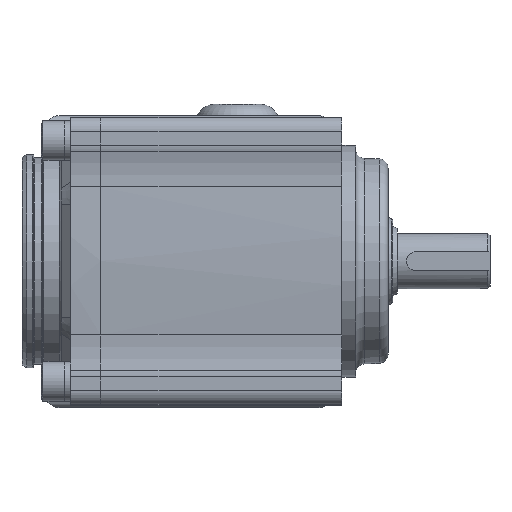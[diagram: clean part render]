
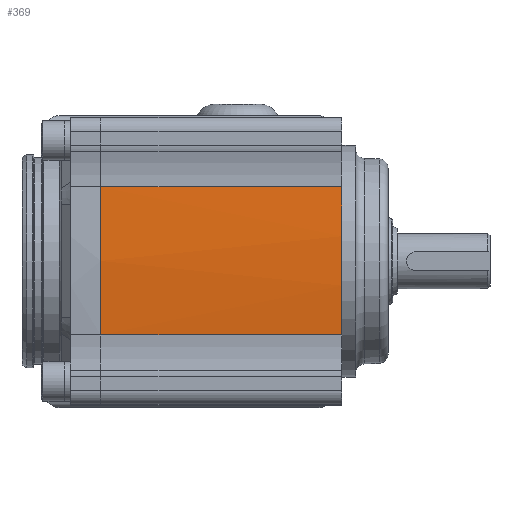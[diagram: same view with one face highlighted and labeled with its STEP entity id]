
A CAD part, top view. The second image highlights one B-rep face of the part: STEP entity #369.
In plain terms, the highlighted cylindrical face has radius 150 mm (diameter 300 mm), a partial arc.
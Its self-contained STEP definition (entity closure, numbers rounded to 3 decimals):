
#369 = ADVANCED_FACE( '', ( #1059 ), #1060, .T. );
#1059 = FACE_OUTER_BOUND( '', #2049, .T. );
#1060 = CYLINDRICAL_SURFACE( '', #2050, 150. );
#2049 = EDGE_LOOP( '', ( #3989, #3990, #3991, #3992 ) );
#2050 = AXIS2_PLACEMENT_3D( '', #3993, #3994, #3995 );
#3989 = ORIENTED_EDGE( '', *, *, #5668, .F. );
#3990 = ORIENTED_EDGE( '', *, *, #6080, .T. );
#3991 = ORIENTED_EDGE( '', *, *, #6075, .F. );
#3992 = ORIENTED_EDGE( '', *, *, #5907, .F. );
#3993 = CARTESIAN_POINT( '', ( -58.5, 0., -118.996 ) );
#3994 = DIRECTION( '', ( -1., 0., 0. ) );
#3995 = DIRECTION( '', ( 0., 0., -1. ) );
#5668 = EDGE_CURVE( '', #6634, #6635, #6636, .F. );
#5907 = EDGE_CURVE( '', #6635, #7057, #7058, .T. );
#6075 = EDGE_CURVE( '', #7057, #7324, #7325, .T. );
#6080 = EDGE_CURVE( '', #6634, #7324, #7332, .T. );
#6634 = VERTEX_POINT( '', #8408 );
#6635 = VERTEX_POINT( '', #8409 );
#6636 = B_SPLINE_CURVE_WITH_KNOTS( '', 3, ( #8410, #8411, #8412, #8413 ), .UNSPECIFIED., .F., .F., ( 4, 4 ), ( 0., 1. ), .UNSPECIFIED. );
#7057 = VERTEX_POINT( '', #9007 );
#7058 = LINE( '', #9008, #9009 );
#7324 = VERTEX_POINT( '', #9438 );
#7325 = CIRCLE( '', #9439, 150. );
#7332 = LINE( '', #9447, #9448 );
#8408 = CARTESIAN_POINT( '', ( -52., -15.98, 30.15 ) );
#8409 = CARTESIAN_POINT( '', ( -52., 15.98, 30.15 ) );
#8410 = CARTESIAN_POINT( '', ( -52., 15.98, 30.15 ) );
#8411 = CARTESIAN_POINT( '', ( -52., 5.367, 31.28 ) );
#8412 = CARTESIAN_POINT( '', ( -52., -5.367, 31.28 ) );
#8413 = CARTESIAN_POINT( '', ( -52., -15.98, 30.15 ) );
#9007 = CARTESIAN_POINT( '', ( 0., 15.98, 30.15 ) );
#9008 = CARTESIAN_POINT( '', ( -58.5, 15.98, 30.15 ) );
#9009 = VECTOR( '', #11555, 1000. );
#9438 = CARTESIAN_POINT( '', ( 0., -15.98, 30.15 ) );
#9439 = AXIS2_PLACEMENT_3D( '', #11861, #11862, #11863 );
#9447 = CARTESIAN_POINT( '', ( -58.5, -15.98, 30.15 ) );
#9448 = VECTOR( '', #11874, 1000. );
#11555 = DIRECTION( '', ( 1., 0., 0. ) );
#11861 = CARTESIAN_POINT( '', ( 0., 0., -118.996 ) );
#11862 = DIRECTION( '', ( 1., 0., 0. ) );
#11863 = DIRECTION( '', ( 0., 0., -1. ) );
#11874 = DIRECTION( '', ( 1., 0., 0. ) );
